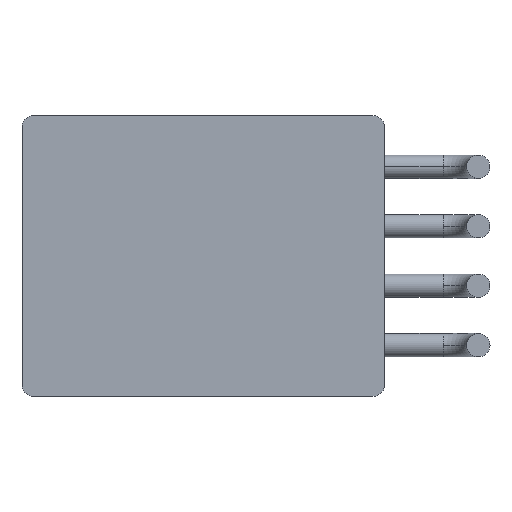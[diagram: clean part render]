
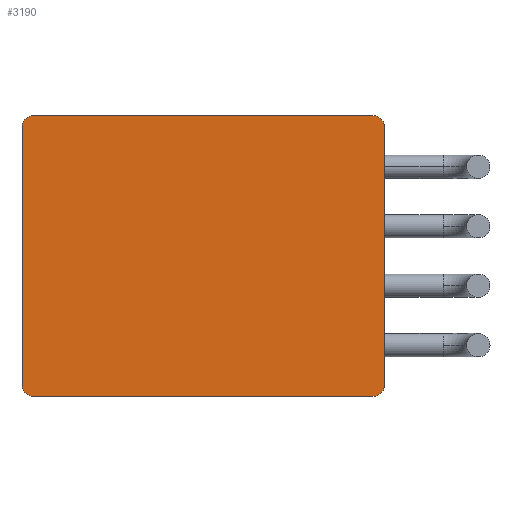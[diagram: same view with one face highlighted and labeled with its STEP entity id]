
A CAD part, left-side view. The second image highlights one B-rep face of the part: STEP entity #3190.
In plain terms, the highlighted planar face has unit normal (-1, 0, 0).
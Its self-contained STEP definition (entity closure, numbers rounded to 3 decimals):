
#31 = ORIENTED_EDGE ( 'NONE', *, *, #1008, .T. ) ;
#212 = LINE ( 'NONE', #6110, #5684 ) ;
#321 = CIRCLE ( 'NONE', #3059, 0.5 ) ;
#437 = CIRCLE ( 'NONE', #5435, 0.5 ) ;
#542 = CARTESIAN_POINT ( 'NONE',  ( 0., 15., 0. ) ) ;
#630 = EDGE_CURVE ( 'NONE', #4007, #4040, #4938, .T. ) ;
#865 = DIRECTION ( 'NONE',  ( 0., 0., 1. ) ) ;
#876 = DIRECTION ( 'NONE',  ( 0., 0., 1. ) ) ;
#887 = ORIENTED_EDGE ( 'NONE', *, *, #4968, .T. ) ;
#945 = AXIS2_PLACEMENT_3D ( 'NONE', #2198, #1530, #876 ) ;
#947 = ORIENTED_EDGE ( 'NONE', *, *, #4660, .T. ) ;
#977 = DIRECTION ( 'NONE',  ( 0., -1., 0. ) ) ;
#1008 = EDGE_CURVE ( 'NONE', #2348, #4040, #437, .T. ) ;
#1120 = VERTEX_POINT ( 'NONE', #2999 ) ;
#1168 = CIRCLE ( 'NONE', #945, 0.5 ) ;
#1518 = DIRECTION ( 'NONE',  ( -1., 0., 0. ) ) ;
#1530 = DIRECTION ( 'NONE',  ( -1., 0., 0. ) ) ;
#1579 = DIRECTION ( 'NONE',  ( 0., 0., 1. ) ) ;
#1638 = CARTESIAN_POINT ( 'NONE',  ( 0., 0., 0. ) ) ;
#1668 = DIRECTION ( 'NONE',  ( 0., 1., 0. ) ) ;
#1670 = AXIS2_PLACEMENT_3D ( 'NONE', #5275, #2564, #1893 ) ;
#1893 = DIRECTION ( 'NONE',  ( 0., 0., 1. ) ) ;
#1973 = EDGE_LOOP ( 'NONE', ( #3884, #947, #4911, #887, #5481, #31, #2360, #3015 ) ) ;
#2187 = CARTESIAN_POINT ( 'NONE',  ( 0., 0., 0. ) ) ;
#2198 = CARTESIAN_POINT ( 'NONE',  ( 0., 0.5, -11.5 ) ) ;
#2230 = DIRECTION ( 'NONE',  ( 0., 0., 1. ) ) ;
#2254 = CARTESIAN_POINT ( 'NONE',  ( 0., 15.5, 0. ) ) ;
#2317 = LINE ( 'NONE', #1638, #4447 ) ;
#2344 = CARTESIAN_POINT ( 'NONE',  ( 0., 0.5, -12. ) ) ;
#2347 = CARTESIAN_POINT ( 'NONE',  ( 0., 0., -12. ) ) ;
#2348 = VERTEX_POINT ( 'NONE', #542 ) ;
#2360 = ORIENTED_EDGE ( 'NONE', *, *, #630, .F. ) ;
#2370 = FACE_OUTER_BOUND ( 'NONE', #1973, .T. ) ;
#2389 = VERTEX_POINT ( 'NONE', #4238 ) ;
#2533 = AXIS2_PLACEMENT_3D ( 'NONE', #2187, #1518, #865 ) ;
#2564 = DIRECTION ( 'NONE',  ( -1., 0., 0. ) ) ;
#2652 = EDGE_CURVE ( 'NONE', #3795, #3847, #3014, .T. ) ;
#2868 = PLANE ( 'NONE',  #2533 ) ;
#2871 = VERTEX_POINT ( 'NONE', #3290 ) ;
#2910 = DIRECTION ( 'NONE',  ( -1., 0., 0. ) ) ;
#2999 = CARTESIAN_POINT ( 'NONE',  ( 0., 0., -0.5 ) ) ;
#3014 = LINE ( 'NONE', #2347, #3237 ) ;
#3015 = ORIENTED_EDGE ( 'NONE', *, *, #6019, .T. ) ;
#3059 = AXIS2_PLACEMENT_3D ( 'NONE', #5598, #2910, #2230 ) ;
#3190 = ADVANCED_FACE ( 'NONE', ( #2370 ), #2868, .T. ) ;
#3237 = VECTOR ( 'NONE', #1668, 1000. ) ;
#3290 = CARTESIAN_POINT ( 'NONE',  ( 0., 0., -11.5 ) ) ;
#3441 = CARTESIAN_POINT ( 'NONE',  ( 0., 15.5, -0.5 ) ) ;
#3789 = DIRECTION ( 'NONE',  ( 0., 0., 1. ) ) ;
#3795 = VERTEX_POINT ( 'NONE', #2344 ) ;
#3847 = VERTEX_POINT ( 'NONE', #5241 ) ;
#3884 = ORIENTED_EDGE ( 'NONE', *, *, #2652, .F. ) ;
#4007 = VERTEX_POINT ( 'NONE', #5617 ) ;
#4021 = VECTOR ( 'NONE', #1579, 1000. ) ;
#4040 = VERTEX_POINT ( 'NONE', #3441 ) ;
#4238 = CARTESIAN_POINT ( 'NONE',  ( 0., 0.5, 0. ) ) ;
#4447 = VECTOR ( 'NONE', #977, 1000. ) ;
#4453 = DIRECTION ( 'NONE',  ( -1., 0., 0. ) ) ;
#4660 = EDGE_CURVE ( 'NONE', #3795, #2871, #1168, .T. ) ;
#4911 = ORIENTED_EDGE ( 'NONE', *, *, #5270, .F. ) ;
#4938 = LINE ( 'NONE', #2254, #4021 ) ;
#4968 = EDGE_CURVE ( 'NONE', #1120, #2389, #321, .T. ) ;
#5136 = EDGE_CURVE ( 'NONE', #2348, #2389, #2317, .T. ) ;
#5141 = CARTESIAN_POINT ( 'NONE',  ( 0., 15., -0.5 ) ) ;
#5241 = CARTESIAN_POINT ( 'NONE',  ( 0., 15., -12. ) ) ;
#5270 = EDGE_CURVE ( 'NONE', #1120, #2871, #212, .T. ) ;
#5275 = CARTESIAN_POINT ( 'NONE',  ( 0., 15., -11.5 ) ) ;
#5435 = AXIS2_PLACEMENT_3D ( 'NONE', #5141, #4453, #3789 ) ;
#5444 = DIRECTION ( 'NONE',  ( 0., 0., -1. ) ) ;
#5481 = ORIENTED_EDGE ( 'NONE', *, *, #5136, .F. ) ;
#5598 = CARTESIAN_POINT ( 'NONE',  ( 0., 0.5, -0.5 ) ) ;
#5617 = CARTESIAN_POINT ( 'NONE',  ( 0., 15.5, -11.5 ) ) ;
#5684 = VECTOR ( 'NONE', #5444, 1000. ) ;
#5805 = CIRCLE ( 'NONE', #1670, 0.5 ) ;
#6019 = EDGE_CURVE ( 'NONE', #4007, #3847, #5805, .T. ) ;
#6110 = CARTESIAN_POINT ( 'NONE',  ( 0., 0., 0. ) ) ;
